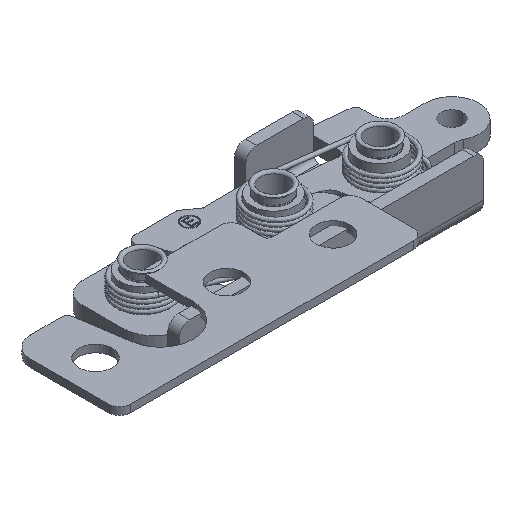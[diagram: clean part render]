
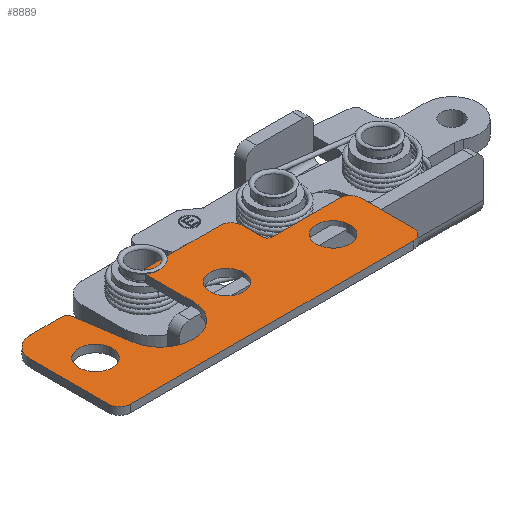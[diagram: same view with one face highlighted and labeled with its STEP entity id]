
A CAD part, isometric view. The second image highlights one B-rep face of the part: STEP entity #8889.
In plain terms, the highlighted planar face has unit normal (0, 0, 1).
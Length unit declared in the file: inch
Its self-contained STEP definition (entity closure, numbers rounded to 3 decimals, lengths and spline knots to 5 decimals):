
#687=FACE_BOUND('',#1533,.T.);
#688=FACE_BOUND('',#1534,.T.);
#689=FACE_BOUND('',#1535,.T.);
#777=PLANE('',#9587);
#1010=FACE_OUTER_BOUND('',#1532,.T.);
#1532=EDGE_LOOP('',(#6188,#6189,#6190,#6191,#6192,#6193,#6194,#6195,#6196,
#6197,#6198,#6199,#6200,#6201,#6202,#6203,#6204,#6205));
#1533=EDGE_LOOP('',(#6206));
#1534=EDGE_LOOP('',(#6207));
#1535=EDGE_LOOP('',(#6208));
#2114=LINE('',#12263,#2848);
#2118=LINE('',#12275,#2852);
#2122=LINE('',#12287,#2856);
#2126=LINE('',#12299,#2860);
#2130=LINE('',#12311,#2864);
#2134=LINE('',#12323,#2868);
#2138=LINE('',#12335,#2872);
#2142=LINE('',#12347,#2876);
#2146=LINE('',#12358,#2880);
#2848=VECTOR('',#10227,0.3937);
#2852=VECTOR('',#10239,0.3937);
#2856=VECTOR('',#10251,0.3937);
#2860=VECTOR('',#10263,0.3937);
#2864=VECTOR('',#10275,0.3937);
#2868=VECTOR('',#10287,0.3937);
#2872=VECTOR('',#10299,0.3937);
#2876=VECTOR('',#10311,0.3937);
#2880=VECTOR('',#10323,0.3937);
#3577=CIRCLE('',#9542,0.2);
#3579=CIRCLE('',#9545,0.2);
#3581=CIRCLE('',#9548,0.2);
#3583=CIRCLE('',#9551,0.13);
#3585=CIRCLE('',#9555,0.25);
#3587=CIRCLE('',#9559,0.06);
#3589=CIRCLE('',#9563,0.38998);
#3591=CIRCLE('',#9567,0.06);
#3593=CIRCLE('',#9571,0.13);
#3595=CIRCLE('',#9575,0.06);
#3597=CIRCLE('',#9579,0.13);
#3599=CIRCLE('',#9583,0.13);
#3859=VERTEX_POINT('',#12235);
#3861=VERTEX_POINT('',#12241);
#3863=VERTEX_POINT('',#12247);
#3865=VERTEX_POINT('',#12253);
#3866=VERTEX_POINT('',#12254);
#3869=VERTEX_POINT('',#12262);
#3871=VERTEX_POINT('',#12268);
#3873=VERTEX_POINT('',#12274);
#3875=VERTEX_POINT('',#12280);
#3877=VERTEX_POINT('',#12286);
#3879=VERTEX_POINT('',#12292);
#3881=VERTEX_POINT('',#12298);
#3883=VERTEX_POINT('',#12304);
#3885=VERTEX_POINT('',#12310);
#3887=VERTEX_POINT('',#12316);
#3889=VERTEX_POINT('',#12322);
#3891=VERTEX_POINT('',#12328);
#3893=VERTEX_POINT('',#12334);
#3895=VERTEX_POINT('',#12340);
#3897=VERTEX_POINT('',#12346);
#3899=VERTEX_POINT('',#12352);
#4744=EDGE_CURVE('',#3859,#3859,#3577,.T.);
#4747=EDGE_CURVE('',#3861,#3861,#3579,.T.);
#4750=EDGE_CURVE('',#3863,#3863,#3581,.T.);
#4753=EDGE_CURVE('',#3865,#3866,#3583,.T.);
#4757=EDGE_CURVE('',#3866,#3869,#2114,.T.);
#4760=EDGE_CURVE('',#3869,#3871,#3585,.T.);
#4763=EDGE_CURVE('',#3871,#3873,#2118,.T.);
#4766=EDGE_CURVE('',#3873,#3875,#3587,.T.);
#4769=EDGE_CURVE('',#3875,#3877,#2122,.T.);
#4772=EDGE_CURVE('',#3877,#3879,#3589,.T.);
#4775=EDGE_CURVE('',#3879,#3881,#2126,.T.);
#4778=EDGE_CURVE('',#3881,#3883,#3591,.T.);
#4781=EDGE_CURVE('',#3883,#3885,#2130,.T.);
#4784=EDGE_CURVE('',#3885,#3887,#3593,.T.);
#4787=EDGE_CURVE('',#3887,#3889,#2134,.T.);
#4790=EDGE_CURVE('',#3889,#3891,#3595,.T.);
#4793=EDGE_CURVE('',#3891,#3893,#2138,.T.);
#4796=EDGE_CURVE('',#3893,#3895,#3597,.T.);
#4799=EDGE_CURVE('',#3895,#3897,#2142,.T.);
#4802=EDGE_CURVE('',#3897,#3899,#3599,.T.);
#4805=EDGE_CURVE('',#3899,#3865,#2146,.T.);
#6188=ORIENTED_EDGE('',*,*,#4753,.F.);
#6189=ORIENTED_EDGE('',*,*,#4805,.F.);
#6190=ORIENTED_EDGE('',*,*,#4802,.F.);
#6191=ORIENTED_EDGE('',*,*,#4799,.F.);
#6192=ORIENTED_EDGE('',*,*,#4796,.F.);
#6193=ORIENTED_EDGE('',*,*,#4793,.F.);
#6194=ORIENTED_EDGE('',*,*,#4790,.F.);
#6195=ORIENTED_EDGE('',*,*,#4787,.F.);
#6196=ORIENTED_EDGE('',*,*,#4784,.F.);
#6197=ORIENTED_EDGE('',*,*,#4781,.F.);
#6198=ORIENTED_EDGE('',*,*,#4778,.F.);
#6199=ORIENTED_EDGE('',*,*,#4775,.F.);
#6200=ORIENTED_EDGE('',*,*,#4772,.F.);
#6201=ORIENTED_EDGE('',*,*,#4769,.F.);
#6202=ORIENTED_EDGE('',*,*,#4766,.F.);
#6203=ORIENTED_EDGE('',*,*,#4763,.F.);
#6204=ORIENTED_EDGE('',*,*,#4760,.F.);
#6205=ORIENTED_EDGE('',*,*,#4757,.F.);
#6206=ORIENTED_EDGE('',*,*,#4750,.T.);
#6207=ORIENTED_EDGE('',*,*,#4744,.T.);
#6208=ORIENTED_EDGE('',*,*,#4747,.T.);
#8889=ADVANCED_FACE('',(#1010,#687,#688,#689),#777,.T.);
#9542=AXIS2_PLACEMENT_3D('',#12236,#10198,#10199);
#9545=AXIS2_PLACEMENT_3D('',#12242,#10205,#10206);
#9548=AXIS2_PLACEMENT_3D('',#12248,#10212,#10213);
#9551=AXIS2_PLACEMENT_3D('',#12255,#10219,#10220);
#9555=AXIS2_PLACEMENT_3D('',#12269,#10232,#10233);
#9559=AXIS2_PLACEMENT_3D('',#12281,#10244,#10245);
#9563=AXIS2_PLACEMENT_3D('',#12293,#10256,#10257);
#9567=AXIS2_PLACEMENT_3D('',#12305,#10268,#10269);
#9571=AXIS2_PLACEMENT_3D('',#12317,#10280,#10281);
#9575=AXIS2_PLACEMENT_3D('',#12329,#10292,#10293);
#9579=AXIS2_PLACEMENT_3D('',#12341,#10304,#10305);
#9583=AXIS2_PLACEMENT_3D('',#12353,#10316,#10317);
#9587=AXIS2_PLACEMENT_3D('',#12361,#10327,#10328);
#10198=DIRECTION('center_axis',(0.,0.,
-1.));
#10199=DIRECTION('ref_axis',(-1.,0.,0.));
#10205=DIRECTION('center_axis',(0.,0.,
-1.));
#10206=DIRECTION('ref_axis',(-1.,0.,0.));
#10212=DIRECTION('center_axis',(0.,0.,
-1.));
#10213=DIRECTION('ref_axis',(-1.,0.,0.));
#10219=DIRECTION('center_axis',(0.,0.,-1.));
#10220=DIRECTION('ref_axis',(-1.,0.,0.));
#10227=DIRECTION('',(0.,1.,0.));
#10232=DIRECTION('center_axis',(0.,0.,-1.));
#10233=DIRECTION('ref_axis',(0.,1.,0.));
#10239=DIRECTION('',(1.,0.,0.));
#10244=DIRECTION('center_axis',(0.,0.,-1.));
#10245=DIRECTION('ref_axis',(0.988,0.152,0.));
#10251=DIRECTION('',(0.152,-0.988,0.));
#10256=DIRECTION('center_axis',(0.,0.,1.));
#10257=DIRECTION('ref_axis',(0.988,0.152,0.));
#10263=DIRECTION('',(0.,1.,0.));
#10268=DIRECTION('center_axis',(0.,0.,-1.));
#10269=DIRECTION('ref_axis',(0.,1.,0.));
#10275=DIRECTION('',(1.,0.,0.));
#10280=DIRECTION('center_axis',(0.,0.,-1.));
#10281=DIRECTION('ref_axis',(1.,0.,0.));
#10287=DIRECTION('',(0.,-1.,0.));
#10292=DIRECTION('center_axis',(0.,0.,1.));
#10293=DIRECTION('ref_axis',(1.,0.,0.));
#10299=DIRECTION('',(1.,0.,0.));
#10304=DIRECTION('center_axis',(0.,0.,-1.));
#10305=DIRECTION('ref_axis',(1.,0.,0.));
#10311=DIRECTION('',(0.,-1.,0.));
#10316=DIRECTION('center_axis',(0.,0.,-1.));
#10317=DIRECTION('ref_axis',(0.,-1.,0.));
#10323=DIRECTION('',(-1.,0.,0.));
#10327=DIRECTION('center_axis',(0.,0.,1.));
#10328=DIRECTION('ref_axis',(1.,0.,0.));
#12235=CARTESIAN_POINT('',(2.11798,-0.141,0.0897));
#12236=CARTESIAN_POINT('Origin',(1.91798,-0.141,0.0897));
#12241=CARTESIAN_POINT('',(0.99298,0.,0.0897));
#12242=CARTESIAN_POINT('Origin',(0.79298,0.,
0.0897));
#12247=CARTESIAN_POINT('',(-0.57102,0.,0.0897));
#12248=CARTESIAN_POINT('Origin',(-0.77102,0.,
0.0897));
#12253=CARTESIAN_POINT('',(-1.04102,-0.685,0.0897));
#12254=CARTESIAN_POINT('',(-1.17102,-0.555,0.0897));
#12255=CARTESIAN_POINT('Origin',(-1.04102,-0.555,0.0897));
#12262=CARTESIAN_POINT('',(-1.17102,0.375,0.0897));
#12263=CARTESIAN_POINT('',(-1.17102,0.375,0.0897));
#12268=CARTESIAN_POINT('',(-0.92102,0.625,0.0897));
#12269=CARTESIAN_POINT('Origin',(-0.92102,0.375,0.0897));
#12274=CARTESIAN_POINT('',(-0.54185,0.625,0.0897));
#12275=CARTESIAN_POINT('',(-0.54185,0.625,0.0897));
#12280=CARTESIAN_POINT('',(-0.48254,0.5741,0.0897));
#12281=CARTESIAN_POINT('Origin',(-0.54185,0.565,0.0897));
#12286=CARTESIAN_POINT('',(-0.38548,-0.05909,0.0897));
#12287=CARTESIAN_POINT('',(-0.38548,-0.05909,0.0897));
#12292=CARTESIAN_POINT('',(0.38998,0.,0.0897));
#12293=CARTESIAN_POINT('Origin',(0.,0.,0.0897));
#12298=CARTESIAN_POINT('',(0.38998,0.565,0.0897));
#12299=CARTESIAN_POINT('',(0.38998,0.565,0.0897));
#12304=CARTESIAN_POINT('',(0.44998,0.625,0.0897));
#12305=CARTESIAN_POINT('Origin',(0.44998,0.565,0.0897));
#12310=CARTESIAN_POINT('',(1.33798,0.625,0.0897));
#12311=CARTESIAN_POINT('',(1.33798,0.625,0.0897));
#12316=CARTESIAN_POINT('',(1.46798,0.495,0.0897));
#12317=CARTESIAN_POINT('Origin',(1.33798,0.495,0.0897));
#12322=CARTESIAN_POINT('',(1.46798,0.256,0.0897));
#12323=CARTESIAN_POINT('',(1.46798,0.256,0.0897));
#12328=CARTESIAN_POINT('',(1.52798,0.196,0.0897));
#12329=CARTESIAN_POINT('Origin',(1.52798,0.256,0.0897));
#12334=CARTESIAN_POINT('',(2.32898,0.196,0.0897));
#12335=CARTESIAN_POINT('',(2.32898,0.196,0.0897));
#12340=CARTESIAN_POINT('',(2.45898,0.066,0.0897));
#12341=CARTESIAN_POINT('Origin',(2.32898,0.066,0.0897));
#12346=CARTESIAN_POINT('',(2.45898,-0.555,0.0897));
#12347=CARTESIAN_POINT('',(2.45898,-0.555,0.0897));
#12352=CARTESIAN_POINT('',(2.32898,-0.685,0.0897));
#12353=CARTESIAN_POINT('Origin',(2.32898,-0.555,0.0897));
#12358=CARTESIAN_POINT('',(-1.04102,-0.685,0.0897));
#12361=CARTESIAN_POINT('Origin',(0.51809,-0.11111,0.0897));
